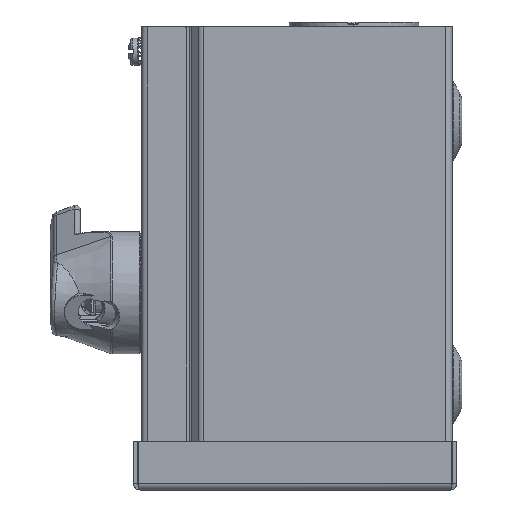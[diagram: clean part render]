
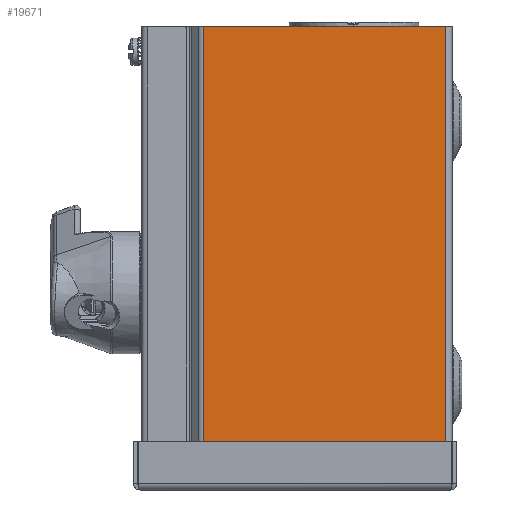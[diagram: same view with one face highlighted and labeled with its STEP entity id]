
A CAD part, left-side view. The second image highlights one B-rep face of the part: STEP entity #19671.
In plain terms, the highlighted planar face has unit normal (-1, 0, 0).
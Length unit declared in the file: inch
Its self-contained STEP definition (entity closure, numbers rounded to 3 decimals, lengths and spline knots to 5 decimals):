
#97 = VERTEX_POINT ( 'NONE', #29207 ) ;
#1787 = FACE_OUTER_BOUND ( 'NONE', #18152, .T. ) ;
#1881 = EDGE_CURVE ( 'NONE', #34836, #97, #6062, .T. ) ;
#2056 = CARTESIAN_POINT ( 'NONE',  ( -2.085, 0.09, -3.025 ) ) ;
#4445 = EDGE_CURVE ( 'NONE', #34836, #5203, #24403, .T. ) ;
#5203 = VERTEX_POINT ( 'NONE', #28677 ) ;
#6062 = LINE ( 'NONE', #35930, #17066 ) ;
#6581 = CARTESIAN_POINT ( 'NONE',  ( -2.085, 0., 3.045 ) ) ;
#7084 = DIRECTION ( 'NONE',  ( 0., -1., 0. ) ) ;
#8290 = CARTESIAN_POINT ( 'NONE',  ( -2.085, 0.09, -3.025 ) ) ;
#9895 = ORIENTED_EDGE ( 'NONE', *, *, #32676, .T. ) ;
#13221 = VECTOR ( 'NONE', #40635, 39.37008 ) ;
#16397 = PLANE ( 'NONE',  #18839 ) ;
#17066 = VECTOR ( 'NONE', #7084, 39.37008 ) ;
#18152 = EDGE_LOOP ( 'NONE', ( #30932, #9895, #41360, #37666 ) ) ;
#18839 = AXIS2_PLACEMENT_3D ( 'NONE', #6581, #38637, #32223 ) ;
#19309 = CARTESIAN_POINT ( 'NONE',  ( -2.085, 3.30272, 3.045 ) ) ;
#19395 = DIRECTION ( 'NONE',  ( 0., 0., -1. ) ) ;
#19671 = ADVANCED_FACE ( 'NONE', ( #1787 ), #16397, .F. ) ;
#20041 = VECTOR ( 'NONE', #23287, 39.37008 ) ;
#21378 = VECTOR ( 'NONE', #19395, 39.37008 ) ;
#23287 = DIRECTION ( 'NONE',  ( 0., 0., -1. ) ) ;
#24403 = LINE ( 'NONE', #38560, #21378 ) ;
#25045 = VERTEX_POINT ( 'NONE', #8290 ) ;
#27557 = EDGE_CURVE ( 'NONE', #97, #25045, #36545, .T. ) ;
#28677 = CARTESIAN_POINT ( 'NONE',  ( -2.085, 3.30272, -3.025 ) ) ;
#29207 = CARTESIAN_POINT ( 'NONE',  ( -2.085, 0.09, 3.045 ) ) ;
#29750 = CARTESIAN_POINT ( 'NONE',  ( -2.085, 0.09, 3.045 ) ) ;
#30932 = ORIENTED_EDGE ( 'NONE', *, *, #4445, .T. ) ;
#32223 = DIRECTION ( 'NONE',  ( 0., 1., 0. ) ) ;
#32676 = EDGE_CURVE ( 'NONE', #5203, #25045, #40300, .T. ) ;
#34836 = VERTEX_POINT ( 'NONE', #19309 ) ;
#35930 = CARTESIAN_POINT ( 'NONE',  ( -2.085, 0., 3.045 ) ) ;
#36545 = LINE ( 'NONE', #29750, #20041 ) ;
#37666 = ORIENTED_EDGE ( 'NONE', *, *, #1881, .F. ) ;
#38560 = CARTESIAN_POINT ( 'NONE',  ( -2.085, 3.30272, 3.045 ) ) ;
#38637 = DIRECTION ( 'NONE',  ( 1., 0., 0. ) ) ;
#40300 = LINE ( 'NONE', #2056, #13221 ) ;
#40635 = DIRECTION ( 'NONE',  ( 0., -1., 0. ) ) ;
#41360 = ORIENTED_EDGE ( 'NONE', *, *, #27557, .F. ) ;
